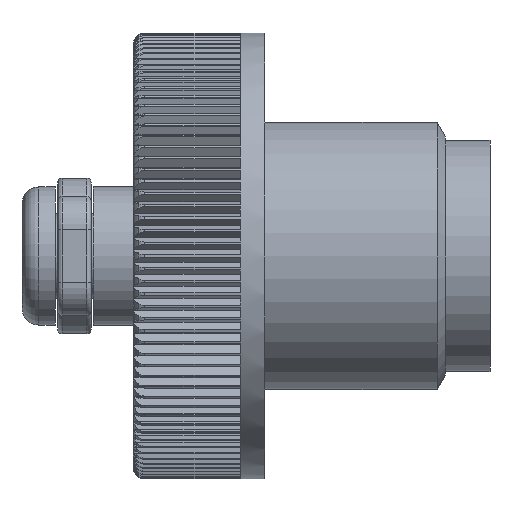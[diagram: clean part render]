
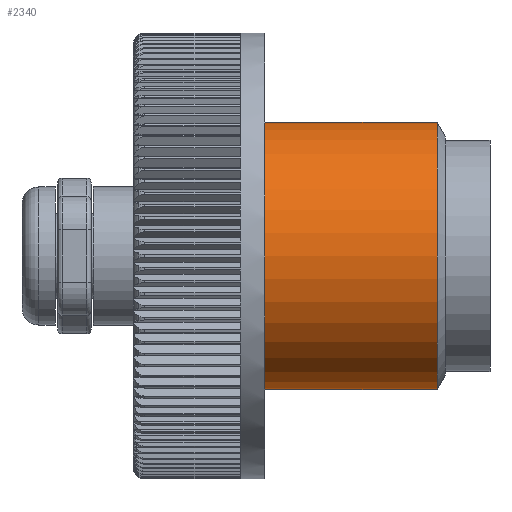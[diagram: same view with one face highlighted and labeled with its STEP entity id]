
A CAD part, left-side view. The second image highlights one B-rep face of the part: STEP entity #2340.
In plain terms, the highlighted cylindrical face has radius 6 mm (diameter 12 mm), a full revolution.
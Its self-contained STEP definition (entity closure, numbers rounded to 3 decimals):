
#2285=CYLINDRICAL_SURFACE('',#9078,6.);
#2340=ADVANCED_FACE('',(#3204,#3205),#2285,.T.);
#3204=FACE_BOUND('',#3244,.T.);
#3205=FACE_BOUND('',#3245,.T.);
#3244=EDGE_LOOP('',(#4496));
#3245=EDGE_LOOP('',(#4497));
#4496=ORIENTED_EDGE('',*,*,#7900,.F.);
#4497=ORIENTED_EDGE('',*,*,#7899,.T.);
#6911=VERTEX_POINT('',#16205);
#6912=VERTEX_POINT('',#16208);
#7899=EDGE_CURVE('',#6911,#6911,#8779,.T.);
#7900=EDGE_CURVE('',#6912,#6912,#8780,.T.);
#8779=CIRCLE('',#9075,6.);
#8780=CIRCLE('',#9077,6.);
#9075=AXIS2_PLACEMENT_3D('',#16204,#10328,#10329);
#9077=AXIS2_PLACEMENT_3D('',#16207,#10332,#10333);
#9078=AXIS2_PLACEMENT_3D('',#16209,#10334,#10335);
#10328=DIRECTION('',(0.,-1.,0.));
#10329=DIRECTION('',(1.,0.,0.));
#10332=DIRECTION('',(0.,-1.,0.));
#10333=DIRECTION('',(1.,0.,0.));
#10334=DIRECTION('',(0.,-1.,0.));
#10335=DIRECTION('',(1.,0.,0.));
#16204=CARTESIAN_POINT('',(50.,60.1,0.));
#16205=CARTESIAN_POINT('',(56.,60.1,0.));
#16207=CARTESIAN_POINT('',(50.,52.375,0.));
#16208=CARTESIAN_POINT('',(56.,52.375,0.));
#16209=CARTESIAN_POINT('',(50.,50.,0.));
